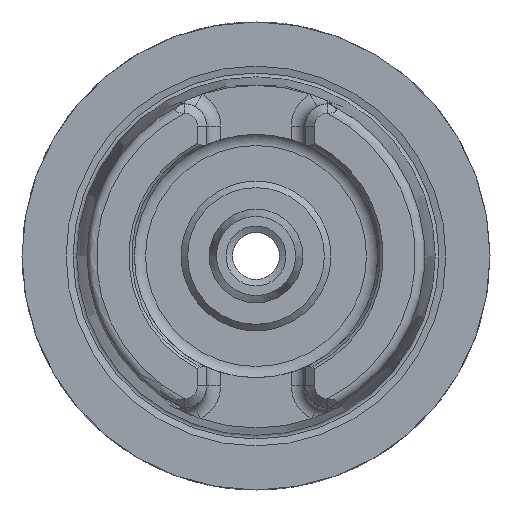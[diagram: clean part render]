
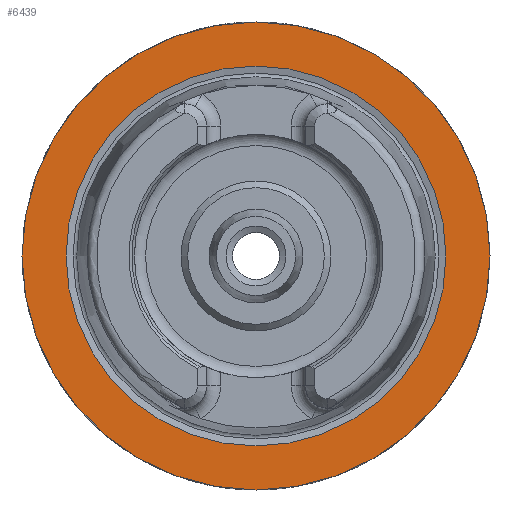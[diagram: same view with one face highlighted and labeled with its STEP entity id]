
A CAD part, left-side view. The second image highlights one B-rep face of the part: STEP entity #6439.
In plain terms, the highlighted planar face has unit normal (-1, 0, 0).
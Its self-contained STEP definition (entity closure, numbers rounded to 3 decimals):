
#5952=CARTESIAN_POINT('',(0.0,25.,0.0));
#5953=VERTEX_POINT('',#5952);
#5954=CARTESIAN_POINT('',(0.0,0.0,0.0));
#5955=DIRECTION('',(1.0,0.0,0.0));
#5956=DIRECTION('',(0.0,1.0,0.0));
#5957=AXIS2_PLACEMENT_3D('',#5954,#5955,#5956);
#5958=CIRCLE('',#5957,25.);
#5959=EDGE_CURVE('',#5953,#5953,#5958,.T.);
#6413=CARTESIAN_POINT('',(0.0,20.296,0.0));
#6414=VERTEX_POINT('',#6413);
#6415=CARTESIAN_POINT('',(0.0,0.0,0.0));
#6416=DIRECTION('',(1.0,0.0,0.0));
#6417=DIRECTION('',(0.0,1.0,0.0));
#6418=AXIS2_PLACEMENT_3D('',#6415,#6416,#6417);
#6419=CIRCLE('',#6418,20.296);
#6420=EDGE_CURVE('',#6414,#6414,#6419,.T.);
#6428=CARTESIAN_POINT('',(0.0,22.648,0.0));
#6429=DIRECTION('',(-1.0,0.0,0.0));
#6430=DIRECTION('',(0.0,0.0,1.0));
#6431=AXIS2_PLACEMENT_3D('',#6428,#6429,#6430);
#6432=PLANE('',#6431);
#6433=ORIENTED_EDGE('',*,*,#5959,.F.);
#6434=EDGE_LOOP('',(#6433));
#6435=FACE_OUTER_BOUND('',#6434,.T.);
#6436=ORIENTED_EDGE('',*,*,#6420,.T.);
#6437=EDGE_LOOP('',(#6436));
#6438=FACE_BOUND('',#6437,.T.);
#6439=ADVANCED_FACE('',(#6435,#6438),#6432,.T.);
